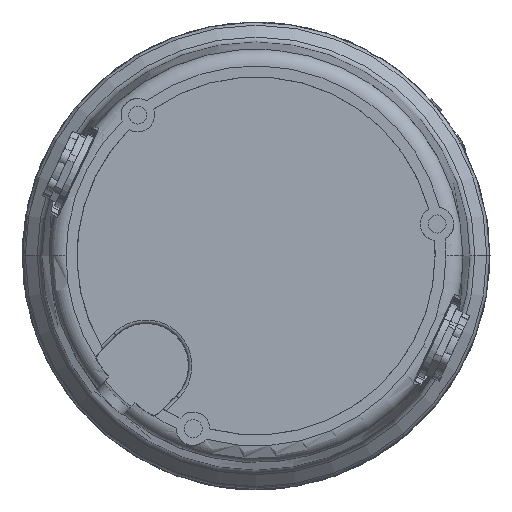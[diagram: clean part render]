
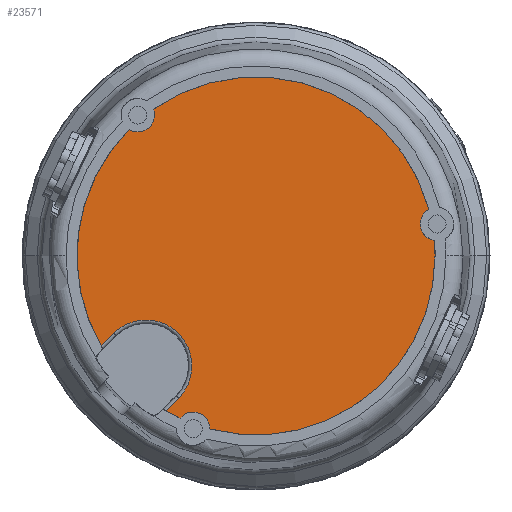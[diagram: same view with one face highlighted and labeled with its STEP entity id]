
A CAD part, front view. The second image highlights one B-rep face of the part: STEP entity #23571.
In plain terms, the highlighted planar face has unit normal (0, -1, 0).
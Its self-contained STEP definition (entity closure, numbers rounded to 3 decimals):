
#312 = EDGE_CURVE ( 'NONE', #8177, #11256, #13029, .T. ) ;
#420 = CARTESIAN_POINT ( 'NONE',  ( -35.353, -69.5, 42.132 ) ) ;
#518 = EDGE_CURVE ( 'NONE', #7051, #2652, #2050, .T. ) ;
#1492 = CARTESIAN_POINT ( 'NONE',  ( 36.478, -69.5, 17.074 ) ) ;
#2050 = CIRCLE ( 'NONE', #10946, 53.552 ) ;
#2346 = CARTESIAN_POINT ( 'NONE',  ( 0., -69.5, 0. ) ) ;
#2652 = VERTEX_POINT ( 'NONE', #14955 ) ;
#3071 = DIRECTION ( 'NONE',  ( -1., 0., 0. ) ) ;
#3419 = DIRECTION ( 'NONE',  ( -1., 0., 0. ) ) ;
#3436 = ORIENTED_EDGE ( 'NONE', *, *, #16803, .F. ) ;
#3912 = CARTESIAN_POINT ( 'NONE',  ( 17.074, -69.5, 36.478 ) ) ;
#4544 = ORIENTED_EDGE ( 'NONE', *, *, #7345, .F. ) ;
#4591 = AXIS2_PLACEMENT_3D ( 'NONE', #2346, #15500, #23406 ) ;
#4859 = LINE ( 'NONE', #1492, #21574 ) ;
#4884 = PLANE ( 'NONE',  #24617 ) ;
#4937 = CARTESIAN_POINT ( 'NONE',  ( -22.678, -69.5, -48.513 ) ) ;
#5283 = CARTESIAN_POINT ( 'NONE',  ( -30.353, -69.5, 42.132 ) ) ;
#5479 = DIRECTION ( 'NONE',  ( 0., 1., 0. ) ) ;
#5557 = EDGE_CURVE ( 'NONE', #7051, #7958, #10619, .T. ) ;
#7051 = VERTEX_POINT ( 'NONE', #15298 ) ;
#7345 = EDGE_CURVE ( 'NONE', #12670, #7958, #13521, .T. ) ;
#7519 = CARTESIAN_POINT ( 'NONE',  ( -30.675, -69.5, 43.896 ) ) ;
#7775 = ORIENTED_EDGE ( 'NONE', *, *, #9916, .T. ) ;
#7909 = CARTESIAN_POINT ( 'NONE',  ( -32.88, -69.5, -32.88 ) ) ;
#7958 = VERTEX_POINT ( 'NONE', #15823 ) ;
#8177 = VERTEX_POINT ( 'NONE', #4937 ) ;
#8705 = DIRECTION ( 'NONE',  ( -1., 0., 0. ) ) ;
#8725 = AXIS2_PLACEMENT_3D ( 'NONE', #24210, #23583, #16660 ) ;
#9092 = DIRECTION ( 'NONE',  ( 0., 1., 0. ) ) ;
#9106 = DIRECTION ( 'NONE',  ( 0., 1., 0. ) ) ;
#9671 = CARTESIAN_POINT ( 'NONE',  ( 0., -69.5, 0. ) ) ;
#9847 = DIRECTION ( 'NONE',  ( 0.707, 0., 0.707 ) ) ;
#9871 = VERTEX_POINT ( 'NONE', #5283 ) ;
#9916 = EDGE_CURVE ( 'NONE', #12670, #9871, #27424, .T. ) ;
#10029 = VECTOR ( 'NONE', #9847, 1000. ) ;
#10142 = DIRECTION ( 'NONE',  ( -1., 0., 0. ) ) ;
#10619 = CIRCLE ( 'NONE', #25791, 5. ) ;
#10946 = AXIS2_PLACEMENT_3D ( 'NONE', #23965, #23732, #23521 ) ;
#11063 = FACE_OUTER_BOUND ( 'NONE', #21285, .T. ) ;
#11256 = VERTEX_POINT ( 'NONE', #17232 ) ;
#11848 = DIRECTION ( 'NONE',  ( -1., 0., 0. ) ) ;
#12017 = DIRECTION ( 'NONE',  ( 0., 1., 0. ) ) ;
#12253 = ORIENTED_EDGE ( 'NONE', *, *, #15104, .T. ) ;
#12376 = DIRECTION ( 'NONE',  ( 0., 1., 0. ) ) ;
#12447 = AXIS2_PLACEMENT_3D ( 'NONE', #9671, #24910, #11848 ) ;
#12497 = CARTESIAN_POINT ( 'NONE',  ( -46.305, -69.5, -26.901 ) ) ;
#12670 = VERTEX_POINT ( 'NONE', #7519 ) ;
#12713 = EDGE_CURVE ( 'NONE', #8177, #24565, #22116, .T. ) ;
#12746 = AXIS2_PLACEMENT_3D ( 'NONE', #420, #9106, #22161 ) ;
#13029 = CIRCLE ( 'NONE', #26646, 5. ) ;
#13135 = CARTESIAN_POINT ( 'NONE',  ( -23.178, -69.5, -42.582 ) ) ;
#13150 = CARTESIAN_POINT ( 'NONE',  ( 54.164, -69.5, 9.551 ) ) ;
#13521 = CIRCLE ( 'NONE', #4591, 53.552 ) ;
#13660 = DIRECTION ( 'NONE',  ( -1., 0., 0. ) ) ;
#14055 = VERTEX_POINT ( 'NONE', #20650 ) ;
#14343 = ORIENTED_EDGE ( 'NONE', *, *, #518, .F. ) ;
#14592 = EDGE_CURVE ( 'NONE', #16420, #14055, #15808, .T. ) ;
#14595 = EDGE_CURVE ( 'NONE', #20143, #24565, #4859, .T. ) ;
#14687 = ORIENTED_EDGE ( 'NONE', *, *, #14595, .T. ) ;
#14955 = CARTESIAN_POINT ( 'NONE',  ( 53.552, -69.5, 0. ) ) ;
#14972 = CIRCLE ( 'NONE', #15195, 5. ) ;
#15104 = EDGE_CURVE ( 'NONE', #9871, #22189, #16417, .T. ) ;
#15195 = AXIS2_PLACEMENT_3D ( 'NONE', #21071, #12376, #3419 ) ;
#15290 = ORIENTED_EDGE ( 'NONE', *, *, #21484, .T. ) ;
#15298 = CARTESIAN_POINT ( 'NONE',  ( 53.353, -69.5, 4.617 ) ) ;
#15322 = CARTESIAN_POINT ( 'NONE',  ( -13.811, -69.5, -51.74 ) ) ;
#15500 = DIRECTION ( 'NONE',  ( 0., 1., 0. ) ) ;
#15808 = LINE ( 'NONE', #3912, #10029 ) ;
#15823 = CARTESIAN_POINT ( 'NONE',  ( 51.714, -69.5, 13.909 ) ) ;
#15905 = CIRCLE ( 'NONE', #12447, 53.552 ) ;
#16152 = DIRECTION ( 'NONE',  ( 0., 1., 0. ) ) ;
#16417 = CIRCLE ( 'NONE', #8725, 5. ) ;
#16420 = VERTEX_POINT ( 'NONE', #12497 ) ;
#16452 = DIRECTION ( 'NONE',  ( -1., 0., 0. ) ) ;
#16660 = DIRECTION ( 'NONE',  ( -1., 0., 0. ) ) ;
#16732 = ORIENTED_EDGE ( 'NONE', *, *, #312, .T. ) ;
#16803 = EDGE_CURVE ( 'NONE', #16420, #22189, #15905, .T. ) ;
#16973 = CARTESIAN_POINT ( 'NONE',  ( -26.901, -69.5, -46.305 ) ) ;
#17232 = CARTESIAN_POINT ( 'NONE',  ( -13.811, -69.5, -51.683 ) ) ;
#18422 = EDGE_CURVE ( 'NONE', #2652, #20812, #19606, .T. ) ;
#18540 = AXIS2_PLACEMENT_3D ( 'NONE', #7909, #23169, #10142 ) ;
#18827 = AXIS2_PLACEMENT_3D ( 'NONE', #20129, #9092, #8705 ) ;
#19377 = CARTESIAN_POINT ( 'NONE',  ( 0., -69.5, 0. ) ) ;
#19421 = DIRECTION ( 'NONE',  ( -1., 0., 0. ) ) ;
#19606 = CIRCLE ( 'NONE', #18827, 53.552 ) ;
#19764 = AXIS2_PLACEMENT_3D ( 'NONE', #19377, #12017, #13660 ) ;
#20129 = CARTESIAN_POINT ( 'NONE',  ( 0., -69.5, 0. ) ) ;
#20143 = VERTEX_POINT ( 'NONE', #13135 ) ;
#20650 = CARTESIAN_POINT ( 'NONE',  ( -42.582, -69.5, -23.178 ) ) ;
#20812 = VERTEX_POINT ( 'NONE', #15322 ) ;
#20940 = ORIENTED_EDGE ( 'NONE', *, *, #14592, .T. ) ;
#21071 = CARTESIAN_POINT ( 'NONE',  ( -18.811, -69.5, -51.683 ) ) ;
#21149 = ORIENTED_EDGE ( 'NONE', *, *, #5557, .T. ) ;
#21285 = EDGE_LOOP ( 'NONE', ( #3436, #20940, #26807, #14687, #22606, #16732, #15290, #26335, #14343, #21149, #4544, #7775, #12253 ) ) ;
#21484 = EDGE_CURVE ( 'NONE', #11256, #20812, #14972, .T. ) ;
#21574 = VECTOR ( 'NONE', #22519, 1000. ) ;
#22116 = CIRCLE ( 'NONE', #19764, 53.552 ) ;
#22161 = DIRECTION ( 'NONE',  ( -1., 0., 0. ) ) ;
#22189 = VERTEX_POINT ( 'NONE', #24106 ) ;
#22519 = DIRECTION ( 'NONE',  ( -0.707, 0., -0.707 ) ) ;
#22606 = ORIENTED_EDGE ( 'NONE', *, *, #12713, .F. ) ;
#23169 = DIRECTION ( 'NONE',  ( 0., 1., 0. ) ) ;
#23307 = CARTESIAN_POINT ( 'NONE',  ( -18.811, -69.5, -51.683 ) ) ;
#23406 = DIRECTION ( 'NONE',  ( -1., 0., 0. ) ) ;
#23521 = DIRECTION ( 'NONE',  ( -1., 0., 0. ) ) ;
#23571 = ADVANCED_FACE ( 'NONE', ( #11063 ), #4884, .F. ) ;
#23583 = DIRECTION ( 'NONE',  ( 0., 1., 0. ) ) ;
#23732 = DIRECTION ( 'NONE',  ( 0., 1., 0. ) ) ;
#23965 = CARTESIAN_POINT ( 'NONE',  ( 0., -69.5, 0. ) ) ;
#24106 = CARTESIAN_POINT ( 'NONE',  ( -37.903, -69.5, 37.831 ) ) ;
#24210 = CARTESIAN_POINT ( 'NONE',  ( -35.353, -69.5, 42.132 ) ) ;
#24398 = CARTESIAN_POINT ( 'NONE',  ( 53.552, -69.5, 0. ) ) ;
#24565 = VERTEX_POINT ( 'NONE', #16973 ) ;
#24617 = AXIS2_PLACEMENT_3D ( 'NONE', #24398, #5479, #19421 ) ;
#24910 = DIRECTION ( 'NONE',  ( 0., 1., 0. ) ) ;
#25676 = EDGE_CURVE ( 'NONE', #14055, #20143, #26826, .T. ) ;
#25791 = AXIS2_PLACEMENT_3D ( 'NONE', #13150, #27357, #16452 ) ;
#26335 = ORIENTED_EDGE ( 'NONE', *, *, #18422, .F. ) ;
#26646 = AXIS2_PLACEMENT_3D ( 'NONE', #23307, #16152, #3071 ) ;
#26807 = ORIENTED_EDGE ( 'NONE', *, *, #25676, .T. ) ;
#26826 = CIRCLE ( 'NONE', #18540, 13.721 ) ;
#27357 = DIRECTION ( 'NONE',  ( 0., 1., 0. ) ) ;
#27424 = CIRCLE ( 'NONE', #12746, 5. ) ;
